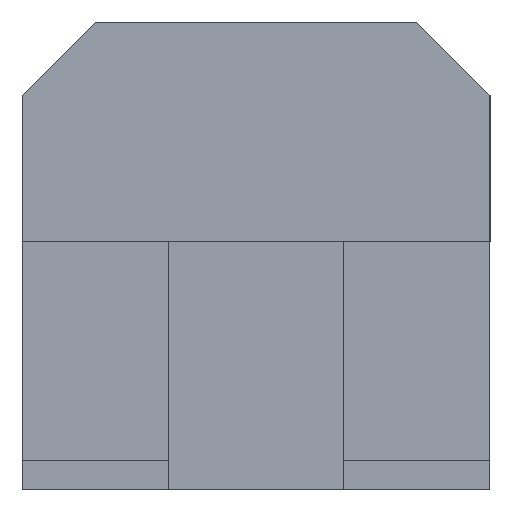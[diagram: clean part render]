
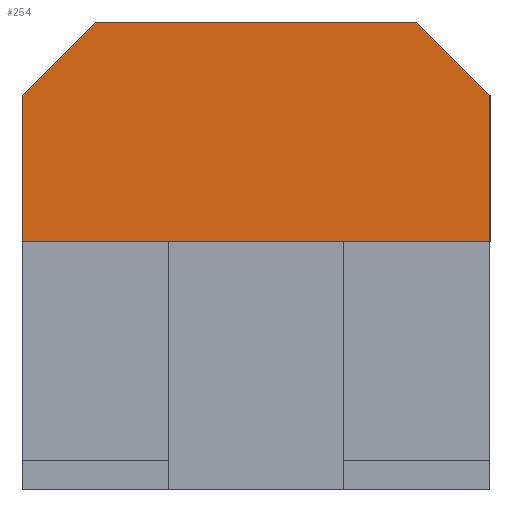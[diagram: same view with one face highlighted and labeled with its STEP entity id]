
A CAD part, left-side view. The second image highlights one B-rep face of the part: STEP entity #254.
In plain terms, the highlighted face is planar.
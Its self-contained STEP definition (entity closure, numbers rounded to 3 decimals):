
#254 = ADVANCED_FACE( '', ( #606 ), #607, .F. );
#606 = FACE_OUTER_BOUND( '', #1093, .T. );
#607 = PLANE( '', #1094 );
#1093 = EDGE_LOOP( '', ( #4336, #4337, #4338, #4339, #4340, #4341 ) );
#1094 = AXIS2_PLACEMENT_3D( '', #4342, #4343, #4344 );
#4336 = ORIENTED_EDGE( '', *, *, #5856, .F. );
#4337 = ORIENTED_EDGE( '', *, *, #5857, .T. );
#4338 = ORIENTED_EDGE( '', *, *, #5858, .F. );
#4339 = ORIENTED_EDGE( '', *, *, #5859, .T. );
#4340 = ORIENTED_EDGE( '', *, *, #5860, .T. );
#4341 = ORIENTED_EDGE( '', *, *, #5861, .T. );
#4342 = CARTESIAN_POINT( '', ( 2.1, -1.6, 1.5 ) );
#4343 = DIRECTION( '', ( -1., 0., 0. ) );
#4344 = DIRECTION( '', ( 0., -1., 0. ) );
#5856 = EDGE_CURVE( '', #6406, #6407, #6408, .T. );
#5857 = EDGE_CURVE( '', #6406, #6409, #6410, .T. );
#5858 = EDGE_CURVE( '', #6411, #6409, #6412, .T. );
#5859 = EDGE_CURVE( '', #6411, #6413, #6414, .T. );
#5860 = EDGE_CURVE( '', #6413, #6415, #6416, .T. );
#5861 = EDGE_CURVE( '', #6415, #6407, #6417, .T. );
#6406 = VERTEX_POINT( '', #7229 );
#6407 = VERTEX_POINT( '', #7230 );
#6408 = LINE( '', #7231, #7232 );
#6409 = VERTEX_POINT( '', #7233 );
#6410 = LINE( '', #7234, #7235 );
#6411 = VERTEX_POINT( '', #7236 );
#6412 = LINE( '', #7237, #7238 );
#6413 = VERTEX_POINT( '', #7239 );
#6414 = LINE( '', #7240, #7241 );
#6415 = VERTEX_POINT( '', #7242 );
#6416 = LINE( '', #7243, #7244 );
#6417 = LINE( '', #7245, #7246 );
#7229 = CARTESIAN_POINT( '', ( 2.1, 1.6, 1. ) );
#7230 = CARTESIAN_POINT( '', ( 2.1, 1.6, 0. ) );
#7231 = CARTESIAN_POINT( '', ( 2.1, 1.6, 1.5 ) );
#7232 = VECTOR( '', #8846, 1000. );
#7233 = CARTESIAN_POINT( '', ( 2.1, 1.1, 1.5 ) );
#7234 = CARTESIAN_POINT( '', ( 2.1, 1.1, 1.5 ) );
#7235 = VECTOR( '', #8847, 1000. );
#7236 = CARTESIAN_POINT( '', ( 2.1, -1.1, 1.5 ) );
#7237 = CARTESIAN_POINT( '', ( 2.1, -1.6, 1.5 ) );
#7238 = VECTOR( '', #8848, 1000. );
#7239 = CARTESIAN_POINT( '', ( 2.1, -1.6, 1. ) );
#7240 = CARTESIAN_POINT( '', ( 2.1, -1.1, 1.5 ) );
#7241 = VECTOR( '', #8849, 1000. );
#7242 = CARTESIAN_POINT( '', ( 2.1, -1.6, 0. ) );
#7243 = CARTESIAN_POINT( '', ( 2.1, -1.6, 1.5 ) );
#7244 = VECTOR( '', #8850, 1000. );
#7245 = CARTESIAN_POINT( '', ( 2.1, -1.6, 0. ) );
#7246 = VECTOR( '', #8851, 1000. );
#8846 = DIRECTION( '', ( 0., 0., -1. ) );
#8847 = DIRECTION( '', ( 0., -0.707, 0.707 ) );
#8848 = DIRECTION( '', ( 0., 1., 0. ) );
#8849 = DIRECTION( '', ( 0., -0.707, -0.707 ) );
#8850 = DIRECTION( '', ( 0., 0., -1. ) );
#8851 = DIRECTION( '', ( 0., 1., 0. ) );
